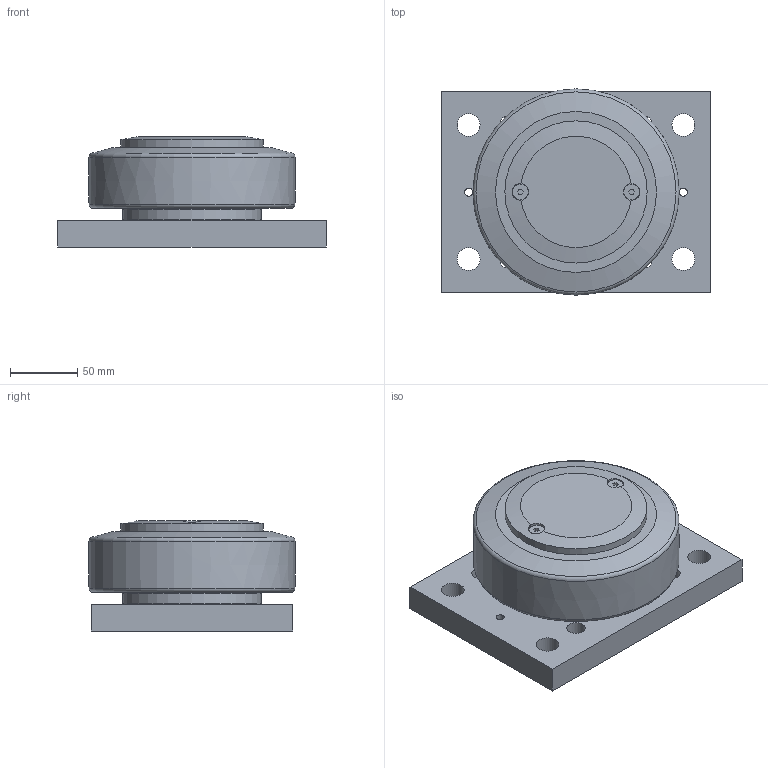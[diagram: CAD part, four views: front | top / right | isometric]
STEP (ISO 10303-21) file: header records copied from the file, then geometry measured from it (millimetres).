
FILE_DESCRIPTION(/* description */ ('-','CAx-IF Rec.Pracs.---Representation and Presentation of Product Manufacturing Information (PMI)---4.0---2014-10-13'),/* implementation_level */ '2;1');
FILE_NAME(/* name */ 'fe26ce44-d19a-4b46-9420-d833b9c81e56.stp',/* time_stamp */ '2020-04-01T16:22:31+02:00',/* author */ ('-'),/* organization */ ('NTI CADcenter A/S'),/* preprocessor_version */ 'ST-DEVELOPER v18',/* originating_system */ 'Autodesk Inventor 2020',/* authorisation */ '-');
FILE_SCHEMA (('AP242_MANAGED_MODEL_BASED_3D_ENGINEERING_MIM_LF { 1 0 10303 442 1 1 4 }'));
Length unit declared in the file: millimetre
Products named in the file (1): PT 150.0362 BR1100_Kontur
Bounding box: 200 x 153.8 x 82 mm (x, y, z)
Volume: 1526351.5 mm3; surface area: 126031.9 mm2
Topology: 1 solids, 1 shells, 54 faces, 146 edges, 101 vertices
Faces by surface type: plane 27, cylinder 18, cone 6, torus 2, bspline 1
Full cylindrical faces by diameter (mm): 6 x2, 11.7 x2, 12.4 x2, 13.835 x4, 17 x4, 101.2 x1, 101.4 x1, 103 x1, 106 x1
Entity records: 1883 total; most frequent: CARTESIAN_POINT 368, DIRECTION 320, ORIENTED_EDGE 292, EDGE_CURVE 146, AXIS2_PLACEMENT_3D 124, VERTEX_POINT 101, EDGE_LOOP 81, LINE 72
